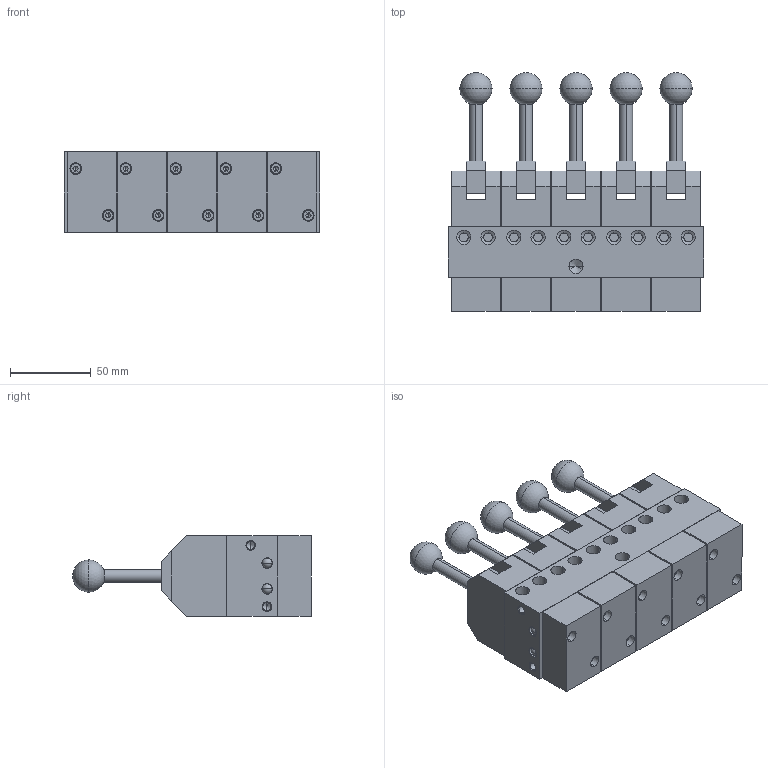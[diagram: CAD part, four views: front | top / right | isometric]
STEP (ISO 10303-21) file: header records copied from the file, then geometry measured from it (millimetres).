
FILE_DESCRIPTION (( 'STEP AP214' ), '1' );
FILE_NAME ('00_130_4.STEP', '2016-01-13T15:40:16', ( '' ), ( '' ), 'SwSTEP 2.0', 'SolidWorks 2016', '' );
FILE_SCHEMA (( 'AUTOMOTIVE_DESIGN' ));
Length unit declared in the file: millimetre
Products named in the file (1): 00_130_4
Bounding box: 158 x 147.84 x 50 mm (x, y, z)
Volume: 653060.4 mm3; surface area: 148989.6 mm2
Topology: 40 solids, 40 shells, 2018 faces, 5035 edges, 3118 vertices
Faces by surface type: cone 1020, cylinder 590, plane 350, torus 40, sphere 18
Entity records: 61055 total; most frequent: DIRECTION 11766, CARTESIAN_POINT 10070, ORIENTED_EDGE 9920, EDGE_CURVE 4960, AXIS2_PLACEMENT_3D 4787, VERTEX_POINT 3091, CIRCLE 2768, LINE 2192
